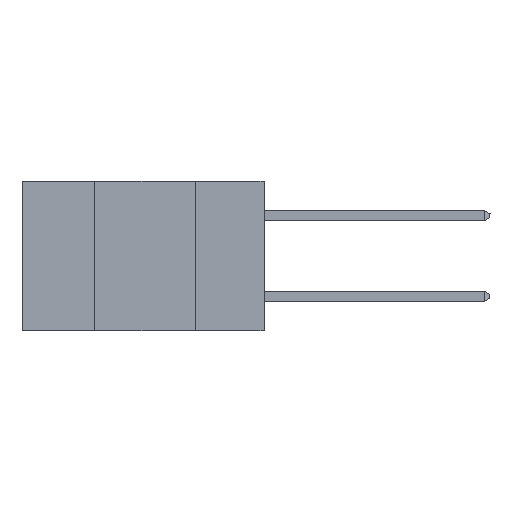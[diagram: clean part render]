
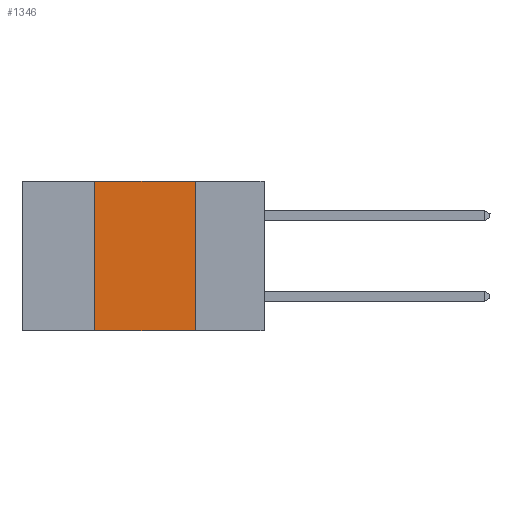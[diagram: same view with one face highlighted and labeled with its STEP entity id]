
A CAD part, left-side view. The second image highlights one B-rep face of the part: STEP entity #1346.
In plain terms, the highlighted planar face has unit normal (-1, 0, 0).
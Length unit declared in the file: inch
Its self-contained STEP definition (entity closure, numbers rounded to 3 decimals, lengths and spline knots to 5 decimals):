
#224 = VECTOR ( 'NONE', #7685, 39.37008 ) ;
#472 = EDGE_CURVE ( 'NONE', #6573, #11336, #10881, .T. ) ;
#497 = CARTESIAN_POINT ( 'NONE',  ( 0., 0.6, -0.37 ) ) ;
#697 = EDGE_CURVE ( 'NONE', #11336, #11550, #4546, .T. ) ;
#807 = CARTESIAN_POINT ( 'NONE',  ( 0., 0.6, 0. ) ) ;
#1098 = EDGE_CURVE ( 'NONE', #6573, #7449, #8141, .T. ) ;
#1264 = CARTESIAN_POINT ( 'NONE',  ( 0., 0.6, 0. ) ) ;
#1346 = ADVANCED_FACE ( 'NONE', ( #7965 ), #6366, .F. ) ;
#2213 = ORIENTED_EDGE ( 'NONE', *, *, #1098, .T. ) ;
#2237 = CARTESIAN_POINT ( 'NONE',  ( 0., 0.17, 0. ) ) ;
#3173 = DIRECTION ( 'NONE',  ( 0., -1., 0. ) ) ;
#3368 = CARTESIAN_POINT ( 'NONE',  ( 0., 0.17, 0. ) ) ;
#3576 = EDGE_LOOP ( 'NONE', ( #6042, #10571, #10403, #2213 ) ) ;
#4546 = LINE ( 'NONE', #1264, #11300 ) ;
#5153 = CARTESIAN_POINT ( 'NONE',  ( 0., 0.42, 0. ) ) ;
#5565 = VECTOR ( 'NONE', #9836, 39.37008 ) ;
#5631 = EDGE_CURVE ( 'NONE', #11550, #7449, #8004, .T. ) ;
#5701 = VECTOR ( 'NONE', #8797, 39.37008 ) ;
#6042 = ORIENTED_EDGE ( 'NONE', *, *, #5631, .F. ) ;
#6366 = PLANE ( 'NONE',  #9330 ) ;
#6573 = VERTEX_POINT ( 'NONE', #6601 ) ;
#6601 = CARTESIAN_POINT ( 'NONE',  ( 0., 0.42, -0.37 ) ) ;
#7257 = CARTESIAN_POINT ( 'NONE',  ( 0., 0.17, -0.37 ) ) ;
#7310 = DIRECTION ( 'NONE',  ( 1., 0., 0. ) ) ;
#7449 = VERTEX_POINT ( 'NONE', #7257 ) ;
#7685 = DIRECTION ( 'NONE',  ( 0., 0., 1. ) ) ;
#7965 = FACE_OUTER_BOUND ( 'NONE', #3576, .T. ) ;
#8004 = LINE ( 'NONE', #3368, #5565 ) ;
#8141 = LINE ( 'NONE', #497, #5701 ) ;
#8797 = DIRECTION ( 'NONE',  ( 0., -1., 0. ) ) ;
#9330 = AXIS2_PLACEMENT_3D ( 'NONE', #807, #7310, #10991 ) ;
#9836 = DIRECTION ( 'NONE',  ( 0., 0., -1. ) ) ;
#10403 = ORIENTED_EDGE ( 'NONE', *, *, #472, .F. ) ;
#10571 = ORIENTED_EDGE ( 'NONE', *, *, #697, .F. ) ;
#10881 = LINE ( 'NONE', #11227, #224 ) ;
#10991 = DIRECTION ( 'NONE',  ( 0., 0., -1. ) ) ;
#11227 = CARTESIAN_POINT ( 'NONE',  ( 0., 0.42, 0. ) ) ;
#11300 = VECTOR ( 'NONE', #3173, 39.37008 ) ;
#11336 = VERTEX_POINT ( 'NONE', #5153 ) ;
#11550 = VERTEX_POINT ( 'NONE', #2237 ) ;
